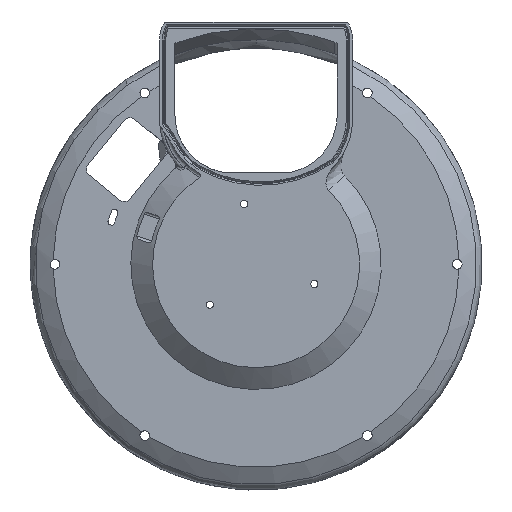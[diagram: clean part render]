
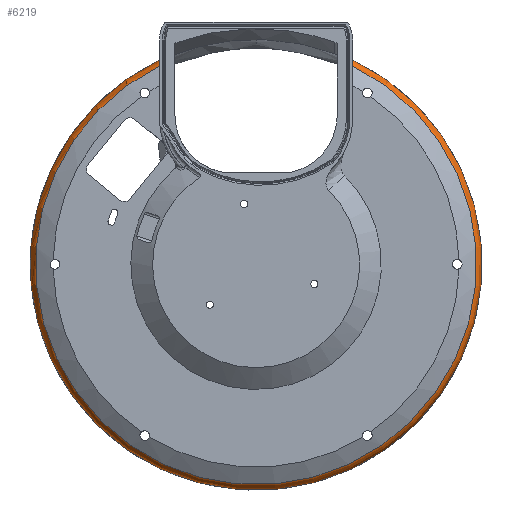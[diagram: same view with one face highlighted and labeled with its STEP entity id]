
A CAD part, top view. The second image highlights one B-rep face of the part: STEP entity #6219.
In plain terms, the highlighted toroidal (fillet/blend) face has major radius 75.229 mm and minor radius 4 mm.
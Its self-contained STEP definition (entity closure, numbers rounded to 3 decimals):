
#1146=FACE_OUTER_BOUND('',#1515,.T.);
#1515=EDGE_LOOP('',(#5072,#5073,#5074,#5075));
#1791=CIRCLE('',#6584,77.349);
#1888=CIRCLE('',#6736,79.229);
#2251=B_SPLINE_CURVE_WITH_KNOTS('',3,(#18448,#18449,#18450,#18451,#18452,
#18453,#18454,#18455,#18456,#18457,#18458,#18459,#18460,#18461),
 .UNSPECIFIED.,.F.,.F.,(4,2,2,2,2,2,4),(-0.393,-0.375,
-0.294,-0.219,-0.143,-0.072,
0.),.UNSPECIFIED.);
#2252=B_SPLINE_CURVE_WITH_KNOTS('',3,(#18463,#18464,#18465,#18466,#18467,
#18468,#18469,#18470,#18471,#18472,#18473,#18474,#18475,#18476),
 .UNSPECIFIED.,.F.,.F.,(4,2,2,2,2,2,4),(-0.393,-0.375,
-0.294,-0.219,-0.143,-0.072,
0.),.UNSPECIFIED.);
#2601=VERTEX_POINT('',#16557);
#2602=VERTEX_POINT('',#16561);
#2791=VERTEX_POINT('',#18447);
#2792=VERTEX_POINT('',#18462);
#3358=EDGE_CURVE('',#2601,#2602,#1791,.T.);
#3615=EDGE_CURVE('',#2791,#2602,#2251,.F.);
#3616=EDGE_CURVE('',#2601,#2792,#2252,.T.);
#3617=EDGE_CURVE('',#2792,#2791,#1888,.T.);
#5072=ORIENTED_EDGE('',*,*,#3615,.T.);
#5073=ORIENTED_EDGE('',*,*,#3358,.F.);
#5074=ORIENTED_EDGE('',*,*,#3616,.T.);
#5075=ORIENTED_EDGE('',*,*,#3617,.T.);
#6019=TOROIDAL_SURFACE('',#6735,75.229,4.);
#6219=ADVANCED_FACE('',(#1146),#6019,.T.);
#6584=AXIS2_PLACEMENT_3D('',#16562,#7406,#7407);
#6735=AXIS2_PLACEMENT_3D('',#18446,#7774,#7775);
#6736=AXIS2_PLACEMENT_3D('',#18477,#7776,#7777);
#7406=DIRECTION('center_axis',(0.,0.,1.));
#7407=DIRECTION('ref_axis',(1.,0.,0.));
#7774=DIRECTION('center_axis',(0.,0.,1.));
#7775=DIRECTION('ref_axis',(0.,-1.,0.));
#7776=DIRECTION('center_axis',(0.,0.,1.));
#7777=DIRECTION('ref_axis',(1.,0.,0.));
#16557=CARTESIAN_POINT('',(-33.852,69.548,75.175));
#16561=CARTESIAN_POINT('',(33.852,69.548,75.175));
#16562=CARTESIAN_POINT('Origin',(0.,0.,75.175));
#18446=CARTESIAN_POINT('Origin',(0.,0.,71.783));
#18447=CARTESIAN_POINT('',(33.852,71.633,71.783));
#18448=CARTESIAN_POINT('Ctrl Pts',(33.852,69.548,75.175));
#18449=CARTESIAN_POINT('Ctrl Pts',(33.852,69.607,75.142));
#18450=CARTESIAN_POINT('Ctrl Pts',(33.852,69.666,75.108));
#18451=CARTESIAN_POINT('Ctrl Pts',(33.852,69.972,74.917));
#18452=CARTESIAN_POINT('Ctrl Pts',(33.852,70.204,74.736));
#18453=CARTESIAN_POINT('Ctrl Pts',(33.852,70.583,74.38));
#18454=CARTESIAN_POINT('Ctrl Pts',(33.852,70.767,74.174));
#18455=CARTESIAN_POINT('Ctrl Pts',(33.852,71.086,73.728));
#18456=CARTESIAN_POINT('Ctrl Pts',(33.852,71.22,73.488));
#18457=CARTESIAN_POINT('Ctrl Pts',(33.852,71.417,73.039));
#18458=CARTESIAN_POINT('Ctrl Pts',(33.852,71.5,72.791));
#18459=CARTESIAN_POINT('Ctrl Pts',(33.852,71.608,72.282));
#18460=CARTESIAN_POINT('Ctrl Pts',(33.852,71.633,72.022));
#18461=CARTESIAN_POINT('Ctrl Pts',(33.852,71.633,71.783));
#18462=CARTESIAN_POINT('',(-33.852,71.633,71.783));
#18463=CARTESIAN_POINT('Ctrl Pts',(-33.852,69.548,75.175));
#18464=CARTESIAN_POINT('Ctrl Pts',(-33.852,69.607,75.142));
#18465=CARTESIAN_POINT('Ctrl Pts',(-33.852,69.666,75.108));
#18466=CARTESIAN_POINT('Ctrl Pts',(-33.852,69.972,74.917));
#18467=CARTESIAN_POINT('Ctrl Pts',(-33.852,70.204,74.736));
#18468=CARTESIAN_POINT('Ctrl Pts',(-33.852,70.583,74.38));
#18469=CARTESIAN_POINT('Ctrl Pts',(-33.852,70.767,74.174));
#18470=CARTESIAN_POINT('Ctrl Pts',(-33.852,71.086,73.728));
#18471=CARTESIAN_POINT('Ctrl Pts',(-33.852,71.22,73.488));
#18472=CARTESIAN_POINT('Ctrl Pts',(-33.852,71.417,73.039));
#18473=CARTESIAN_POINT('Ctrl Pts',(-33.852,71.5,72.791));
#18474=CARTESIAN_POINT('Ctrl Pts',(-33.852,71.608,72.282));
#18475=CARTESIAN_POINT('Ctrl Pts',(-33.852,71.633,72.022));
#18476=CARTESIAN_POINT('Ctrl Pts',(-33.852,71.633,71.783));
#18477=CARTESIAN_POINT('Origin',(0.,0.,71.783));
